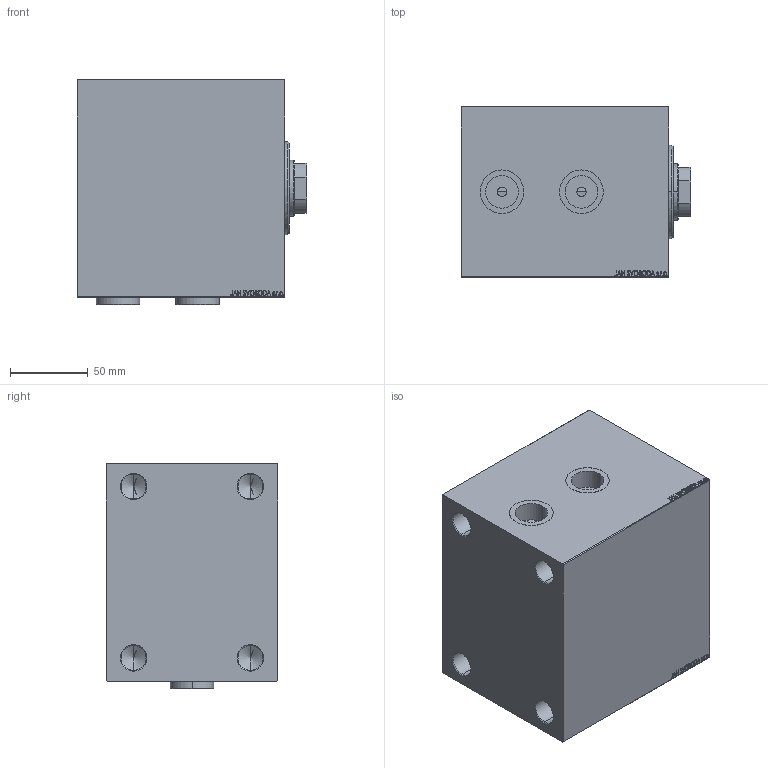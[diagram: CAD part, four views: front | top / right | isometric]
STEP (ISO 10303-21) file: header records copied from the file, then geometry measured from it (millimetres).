
FILE_DESCRIPTION (( 'STEP AP203' ), '1' );
FILE_NAME ('9606.STEP', '2022-04-17T16:35:36', ( '' ), ( '' ), 'SwSTEP 2.0', 'SolidWorks 2019', '' );
FILE_SCHEMA (( 'CONFIG_CONTROL_DESIGN' ));
Length unit declared in the file: millimetre
Products named in the file (5): V450CP_B_VCP c7867558927bf1c43217ce9036cb35ba; V450CP_VC_B c7867558927bf1c43217ce9036cb35ba; V450CP_B c7867558927bf1c43217ce9036cb35ba; 9606; PLUG c7867558927bf1c43217ce9036cb35ba
Assembly tree (5 placements, depth 2):
  9606
    V450CP_B c7867558927bf1c43217ce9036cb35ba
    V450CP_B_VCP c7867558927bf1c43217ce9036cb35ba
    V450CP_VC_B c7867558927bf1c43217ce9036cb35ba
    PLUG c7867558927bf1c43217ce9036cb35ba  x2
Bounding box: 147 x 110 x 144.9 mm (x, y, z)
Volume: 1901601.4 mm3; surface area: 211223.6 mm2
Topology: 5 solids, 5 shells, 958 faces, 2420 edges, 1577 vertices
Faces by surface type: plane 440, bspline 380, cylinder 84, cone 50, torus 4
Entity records: 46247 total; most frequent: CARTESIAN_POINT 25618, ORIENTED_EDGE 4724, DIRECTION 2912, EDGE_CURVE 2362, VERTEX_POINT 1553, LINE 1394, VECTOR 1394, EDGE_LOOP 1071
